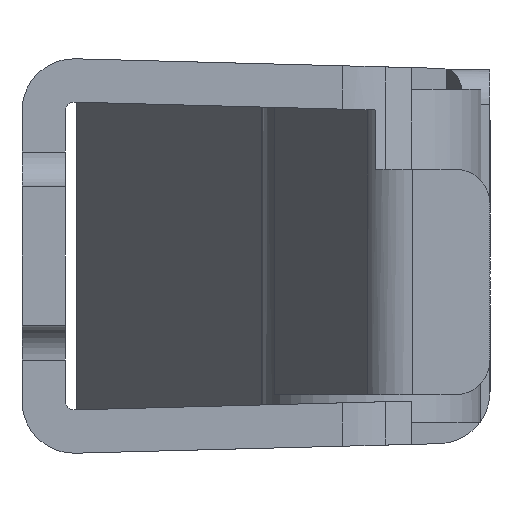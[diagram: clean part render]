
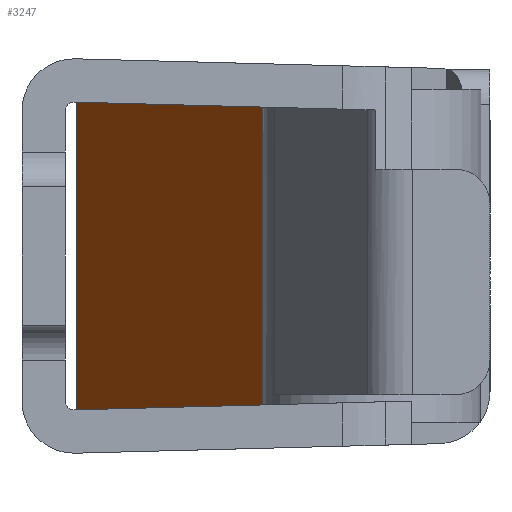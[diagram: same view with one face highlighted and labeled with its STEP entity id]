
A CAD part, left-side view. The second image highlights one B-rep face of the part: STEP entity #3247.
In plain terms, the highlighted planar face has unit normal (-0.53, 0.848, 0).
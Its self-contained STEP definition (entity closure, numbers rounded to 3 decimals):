
#1189=ORIENTED_EDGE('',*,*,#1525,.F.);
#1190=ORIENTED_EDGE('',*,*,#1695,.F.);
#1191=ORIENTED_EDGE('',*,*,#1679,.F.);
#1192=ORIENTED_EDGE('',*,*,#1315,.F.);
#1193=ORIENTED_EDGE('',*,*,#1263,.F.);
#1194=ORIENTED_EDGE('',*,*,#1694,.T.);
#1263=EDGE_CURVE('',#1748,#1749,#2053,.T.);
#1315=EDGE_CURVE('',#1749,#1793,#2089,.F.);
#1525=EDGE_CURVE('',#1947,#1948,#2225,.T.);
#1679=EDGE_CURVE('',#1793,#2016,#2334,.T.);
#1694=EDGE_CURVE('',#1748,#1948,#2346,.T.);
#1695=EDGE_CURVE('',#2016,#1947,#2347,.T.);
#1748=VERTEX_POINT('',#4638);
#1749=VERTEX_POINT('',#4640);
#1793=VERTEX_POINT('',#4749);
#1947=VERTEX_POINT('',#5147);
#1948=VERTEX_POINT('',#5149);
#2016=VERTEX_POINT('',#5470);
#2053=LINE('',#4639,#2380);
#2089=LINE('',#4748,#2416);
#2225=LINE('',#5148,#2552);
#2334=LINE('',#5469,#2661);
#2346=LINE('',#5500,#2673);
#2347=LINE('',#5502,#2674);
#2380=VECTOR('',#3650,1000.);
#2416=VECTOR('',#3736,1000.);
#2552=VECTOR('',#4090,1000.);
#2661=VECTOR('',#4479,1000.);
#2673=VECTOR('',#4519,1000.);
#2674=VECTOR('',#4522,1000.);
#2834=EDGE_LOOP('',(#1189,#1190,#1191,#1192,#1193,#1194));
#2996=FACE_BOUND('',#2834,.T.);
#3089=PLANE('',#3573);
#3247=ADVANCED_FACE('',(#2996),#3089,.F.);
#3573=AXIS2_PLACEMENT_3D('',#5501,#4520,#4521);
#3650=DIRECTION('',(-0.848,-0.53,-0.014));
#3736=DIRECTION('',(0.,0.,-1.));
#4090=DIRECTION('',(0.848,0.53,-0.014));
#4479=DIRECTION('',(-0.848,-0.53,0.));
#4519=DIRECTION('',(0.,0.,-1.));
#4520=DIRECTION('',(0.53,-0.848,0.));
#4521=DIRECTION('',(0.848,0.53,0.));
#4522=DIRECTION('',(0.,0.,-1.));
#4638=CARTESIAN_POINT('',(4.64,2.386,0.887));
#4639=CARTESIAN_POINT('',(6.343,3.45,0.915));
#4640=CARTESIAN_POINT('',(4.334,2.195,0.882));
#4748=CARTESIAN_POINT('',(4.334,2.195,1.15));
#4749=CARTESIAN_POINT('',(4.334,2.195,0.963));
#5147=CARTESIAN_POINT('',(2.935,1.321,-0.86));
#5148=CARTESIAN_POINT('',(5.398,2.86,-0.9));
#5149=CARTESIAN_POINT('',(4.64,2.386,-0.887));
#5469=CARTESIAN_POINT('',(4.64,2.386,0.963));
#5470=CARTESIAN_POINT('',(2.935,1.321,0.963));
#5500=CARTESIAN_POINT('',(4.64,2.386,0.963));
#5501=CARTESIAN_POINT('',(4.64,2.386,0.963));
#5502=CARTESIAN_POINT('',(2.935,1.321,0.963));
